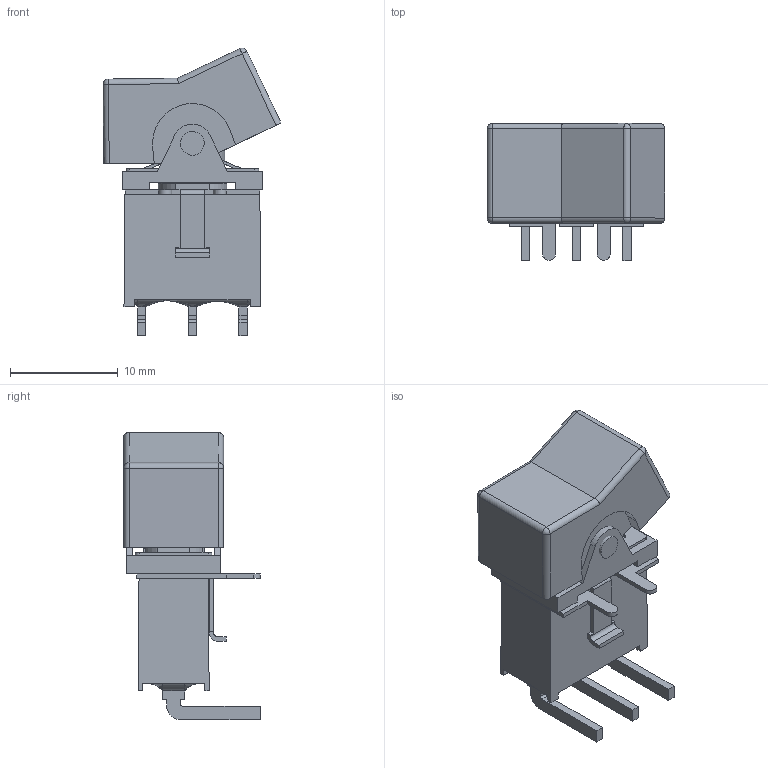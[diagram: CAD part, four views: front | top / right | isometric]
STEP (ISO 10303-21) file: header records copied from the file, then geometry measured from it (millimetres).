
FILE_DESCRIPTION(/* description */ (''),/* implementation_level */ '2;1');
FILE_NAME(/* name */ '300AWSPxJ1xxxM6xE.stp',/* time_stamp */ '2020-04-23T16:50:40-05:00',/* author */ ('mwilliams'),/* organization */ (''),/* preprocessor_version */ 'ST-DEVELOPER v17.2',/* originating_system */ 'Autodesk Inventor 2019',/* authorisation */ '');
FILE_SCHEMA (('AUTOMOTIVE_DESIGN { 1 0 10303 214 3 1 1 }'));
Length unit declared in the file: inch
Products named in the file (1): T301062_Shrinkwrap_1
Bounding box: 16.51 x 12.69 x 26.69 mm (x, y, z)
Volume: 1698.5 mm3; surface area: 2694.7 mm2
Topology: 7 solids, 7 shells, 231 faces, 617 edges, 396 vertices
Faces by surface type: plane 158, cylinder 61, bspline 8, sphere 4
Full cylindrical faces by diameter (mm): 2 x2, 2.2 x2
Entity records: 7709 total; most frequent: CARTESIAN_POINT 1644, ORIENTED_EDGE 1218, DIRECTION 1147, EDGE_CURVE 609, LINE 455, VECTOR 455, VERTEX_POINT 396, AXIS2_PLACEMENT_3D 346
